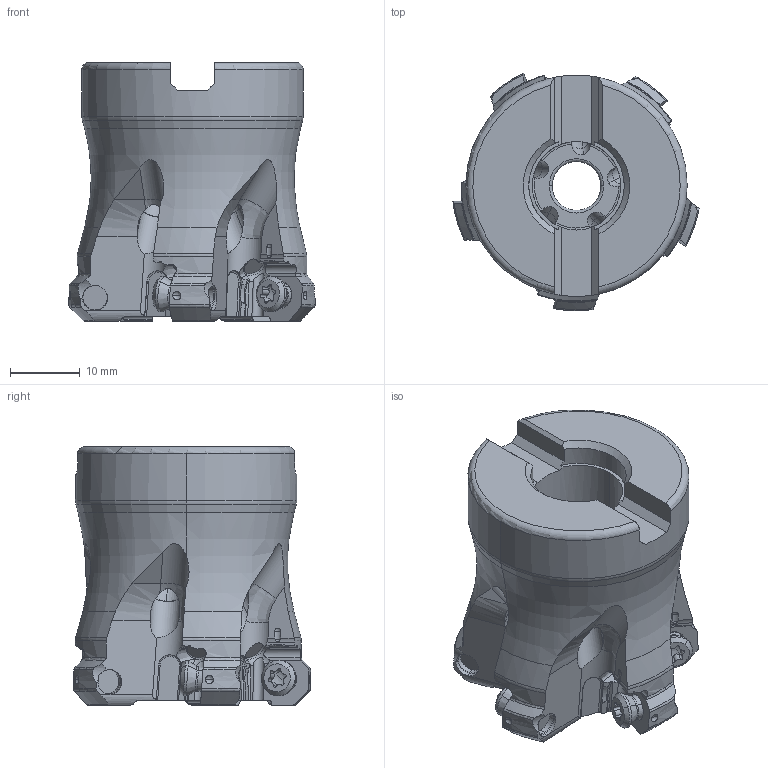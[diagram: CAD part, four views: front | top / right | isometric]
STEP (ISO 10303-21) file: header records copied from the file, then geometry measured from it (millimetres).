
FILE_DESCRIPTION(/* description */ (''),/* implementation_level */ '2;1');
FILE_NAME(/* name */ 'ARP5UPR1505SA.stp',/* time_stamp */ '2017-10-23T09:09:32+09:00',/* author */ (''),/* organization */ (''),/* preprocessor_version */ 'ST-DEVELOPER v16',/* originating_system */ 'SIEMENS PLM Software NX 10.0',/* authorisation */ '');
FILE_SCHEMA (('AUTOMOTIVE_DESIGN { 1 0 10303 214 3 1 1 1 }'));
Length unit declared in the file: millimetre
Products named in the file (1): ARP5UPR1505SA_ASM
Bounding box: 35.3 x 34.03 x 37.13 mm (x, y, z)
Volume: 18955.4 mm3; surface area: 8039.7 mm2
Topology: 6 solids, 6 shells, 673 faces, 1896 edges, 1221 vertices
Faces by surface type: cylinder 262, plane 154, torus 97, cone 80, sphere 35, extrusion 30, bspline 15
Entity records: 29483 total; most frequent: CARTESIAN_POINT 12736, ORIENTED_EDGE 3742, DIRECTION 3197, EDGE_CURVE 1871, AXIS2_PLACEMENT_3D 1317, VERTEX_POINT 1221, B_SPLINE_CURVE_WITH_KNOTS 707, EDGE_LOOP 706
